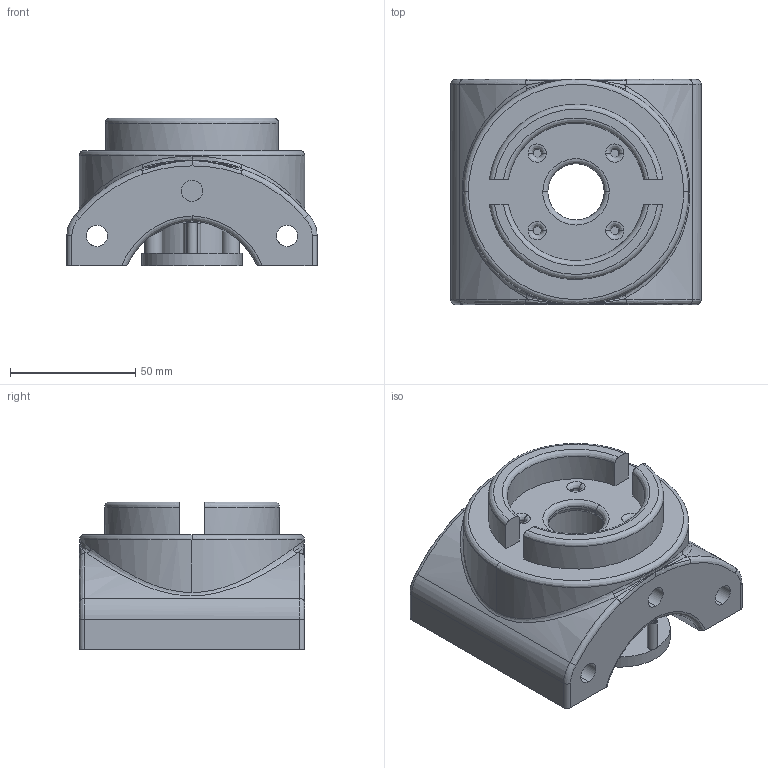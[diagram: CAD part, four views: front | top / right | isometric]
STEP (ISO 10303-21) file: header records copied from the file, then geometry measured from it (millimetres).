
FILE_DESCRIPTION(/* description */ (''),/* implementation_level */ '2;1');
FILE_NAME(/* name */ 'G356IZ~J',/* time_stamp */ '2015-01-15T16:20:46+01:00',/* author */ (''),/* organization */ (''),/* preprocessor_version */ 'ST-DEVELOPER v15',/* originating_system */ '',/* authorisation */ '');
FILE_SCHEMA (('AUTOMOTIVE_DESIGN'));
Length unit declared in the file: millimetre
Products named in the file (1): Document
Bounding box: 100 x 90 x 59.11 mm (x, y, z)
Volume: 261196.9 mm3; surface area: 68392 mm2
Topology: 2 solids, 2 shells, 191 faces, 458 edges, 294 vertices
Faces by surface type: bspline 128, plane 63
Entity records: 9004 total; most frequent: CARTESIAN_POINT 6200, ORIENTED_EDGE 916, EDGE_CURVE 458, VERTEX_POINT 294, EDGE_LOOP 236, B_SPLINE_CURVE_WITH_KNOTS 229, ADVANCED_FACE 191, FACE_OUTER_BOUND 191
